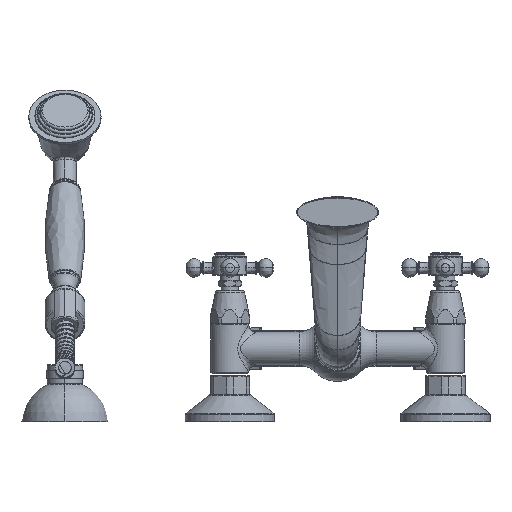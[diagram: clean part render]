
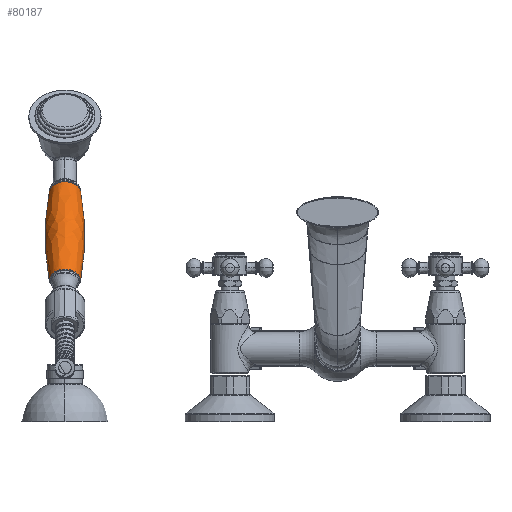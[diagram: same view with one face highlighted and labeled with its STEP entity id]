
A CAD part, front view. The second image highlights one B-rep face of the part: STEP entity #80187.
In plain terms, the highlighted free-form (B-spline) face has degree [3, 3] with [7, 4] control points.
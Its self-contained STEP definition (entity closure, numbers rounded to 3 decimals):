
#67638=CARTESIAN_POINT('',(-200.,247.153,114.459));
#67639=DIRECTION('',(0.,0.688,0.725));
#67640=DIRECTION('',(-1.,0.,0.));
#67641=AXIS2_PLACEMENT_3D('',#67638,#67639,#67640);
#67663=CARTESIAN_POINT('',(-517.042,216.7,
82.368));
#67664=DIRECTION('',(0.,-0.725,0.688));
#67665=DIRECTION('',(0.991,-0.092,-0.097));
#67666=AXIS2_PLACEMENT_3D('',#67663,#67664,#67665);
#67668=CARTESIAN_POINT('',(117.042,216.7,82.368));
#67669=DIRECTION('',(0.,0.725,-0.688));
#67670=DIRECTION('',(-0.991,-0.092,-0.097));
#67671=AXIS2_PLACEMENT_3D('',#67668,#67669,#67670);
#67673=CARTESIAN_POINT('',(-200.,186.247,50.278));
#67674=DIRECTION('',(0.,0.688,0.725));
#67675=DIRECTION('',(-1.,0.,0.));
#67676=AXIS2_PLACEMENT_3D('',#67673,#67674,#67675);
#78711=CARTESIAN_POINT('',(-211.535,247.153,
114.459));
#78712=CARTESIAN_POINT('',(-188.465,247.153,
114.459));
#78713=VERTEX_POINT('',#78711);
#78714=VERTEX_POINT('',#78712);
#78715=CARTESIAN_POINT('',(-211.535,186.247,
50.278));
#78716=CARTESIAN_POINT('',(-188.465,186.247,
50.278));
#78717=VERTEX_POINT('',#78715);
#78718=VERTEX_POINT('',#78716);
#80151=CARTESIAN_POINT('',(-188.729,248.877,
115.246));
#80152=CARTESIAN_POINT('',(-184.455,228.032,
92.889));
#80153=CARTESIAN_POINT('',(-184.455,206.786,
70.501));
#80154=CARTESIAN_POINT('',(-188.729,185.551,
48.514));
#80155=CARTESIAN_POINT('',(-188.292,243.846,
120.021));
#80156=CARTESIAN_POINT('',(-183.853,221.093,
99.474));
#80157=CARTESIAN_POINT('',(-183.853,199.847,
77.086));
#80158=CARTESIAN_POINT('',(-188.292,180.52,
53.289));
#80159=CARTESIAN_POINT('',(-193.05,240.171,
123.508));
#80160=CARTESIAN_POINT('',(-190.415,216.024,
104.284));
#80161=CARTESIAN_POINT('',(-190.415,194.779,
81.896));
#80162=CARTESIAN_POINT('',(-193.05,176.845,
56.776));
#80163=CARTESIAN_POINT('',(-200.,240.171,123.508));
#80164=CARTESIAN_POINT('',(-200.,216.024,104.284));
#80165=CARTESIAN_POINT('',(-200.,194.779,81.896));
#80166=CARTESIAN_POINT('',(-200.,176.845,56.776));
#80167=CARTESIAN_POINT('',(-206.95,240.171,
123.508));
#80168=CARTESIAN_POINT('',(-209.585,216.024,
104.284));
#80169=CARTESIAN_POINT('',(-209.585,194.779,
81.896));
#80170=CARTESIAN_POINT('',(-206.95,176.845,
56.776));
#80171=CARTESIAN_POINT('',(-211.708,243.846,
120.021));
#80172=CARTESIAN_POINT('',(-216.147,221.093,
99.474));
#80173=CARTESIAN_POINT('',(-216.147,199.847,
77.086));
#80174=CARTESIAN_POINT('',(-211.708,180.52,
53.289));
#80175=CARTESIAN_POINT('',(-211.271,248.877,
115.246));
#80176=CARTESIAN_POINT('',(-215.545,228.032,
92.889));
#80177=CARTESIAN_POINT('',(-215.545,206.786,
70.501));
#80178=CARTESIAN_POINT('',(-211.271,185.551,
48.514));
#80179=(BOUNDED_SURFACE()B_SPLINE_SURFACE(3,3,((#80151,#80152,#80153,#80154),(
#80155,#80156,#80157,#80158),(#80159,#80160,#80161,#80162),(#80163,#80164,
#80165,#80166),(#80167,#80168,#80169,#80170),(#80171,#80172,#80173,#80174),(
#80175,#80176,#80177,#80178)),.UNSPECIFIED.,.F.,.F.,.F.)B_SPLINE_SURFACE_WITH_KNOTS((4,3,4),(4,4),(0.,1.,2.),(0.,1.),.UNSPECIFIED.)GEOMETRIC_REPRESENTATION_ITEM()RATIONAL_B_SPLINE_SURFACE(((1.193,1.185,
1.185,1.193),(0.942,0.936,
0.936,0.942),(0.942,0.936,
0.936,0.942),(1.193,1.185,
1.185,1.193),(0.942,0.936,
0.936,0.942),(0.942,0.936,
0.936,0.942),(1.193,1.185,
1.185,1.193)))REPRESENTATION_ITEM('')SURFACE());
#80180=ORIENTED_EDGE('',*,*,#80071,.T.);
#80181=ORIENTED_EDGE('',*,*,#80139,.F.);
#80183=ORIENTED_EDGE('',*,*,#80182,.F.);
#80184=ORIENTED_EDGE('',*,*,#80135,.T.);
#80185=EDGE_LOOP('',(#80180,#80181,#80183,#80184));
#80186=FACE_OUTER_BOUND('',#80185,.F.);
#80187=ADVANCED_FACE('',(#80186),#80179,.T.);
#67642=CIRCLE('',#67641,11.535);
#67667=CIRCLE('',#67666,331.542);
#67672=CIRCLE('',#67671,331.542);
#67677=CIRCLE('',#67676,11.535);
#80071=EDGE_CURVE('',#78713,#78714,#67642,.T.);
#80135=EDGE_CURVE('',#78717,#78713,#67672,.T.);
#80139=EDGE_CURVE('',#78718,#78714,#67667,.T.);
#80182=EDGE_CURVE('',#78717,#78718,#67677,.T.);
